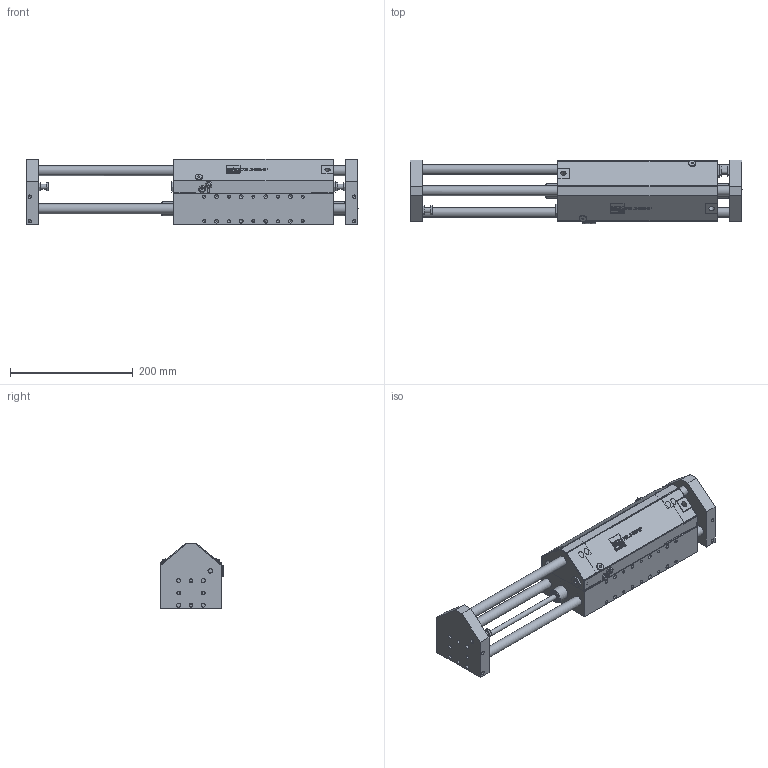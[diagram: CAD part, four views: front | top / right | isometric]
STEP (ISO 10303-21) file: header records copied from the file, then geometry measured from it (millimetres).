
FILE_DESCRIPTION((''),'2;1');
FILE_NAME('MSL3-200-3F.stp','2012-10-01T10:26:46',('hartung_david'),(''),'Autodesk Inventor 2012','Autodesk Inventor 2012','');
FILE_SCHEMA(('AUTOMOTIVE_DESIGN { 1 0 10303 214 1 1 1 1 }'));
Length unit declared in the file: millimetre
Products named in the file (3): MSL3-200-3F; MSL3-200-3F-010; MSL3-200-3F-020
Assembly tree (2 placements, depth 2):
  MSL3-200-3F
    MSL3-200-3F-010
    MSL3-200-3F-020
Bounding box: 540 x 103.5 x 107 mm (x, y, z)
Volume: 2799480.1 mm3; surface area: 427115.2 mm2
Topology: 2 solids, 24 shells, 1165 faces, 3024 edges, 1990 vertices
Faces by surface type: plane 542, bspline 273, cylinder 226, cone 120, torus 4
Full cylindrical faces by diameter (mm): 3.459 x2, 3.7 x2, 4 x2, 4.134 x2, 4.917 x30, 5.459 x12, 6 x32, 6.5 x2, 6.6 x8, 6.917 x2, 7.459 x2, 8 x20, 8.5 x2, 8.566 x2, 8.8 x2, 9.5 x2, 9.6 x4, 10.8 x2, 11 x10, 11.4 x2, 11.5 x2, 13.4 x2, 15 x12, 16 x12, 16.05 x2, 17 x2, 18.376 x2, 23 x2, 26 x4, 26.2 x4
Entity records: 36503 total; most frequent: CARTESIAN_POINT 10052, ORIENTED_EDGE 5186, DIRECTION 4292, EDGE_CURVE 2593, VERTEX_POINT 1873, EDGE_LOOP 1676, VECTOR 1488, LINE 1488
